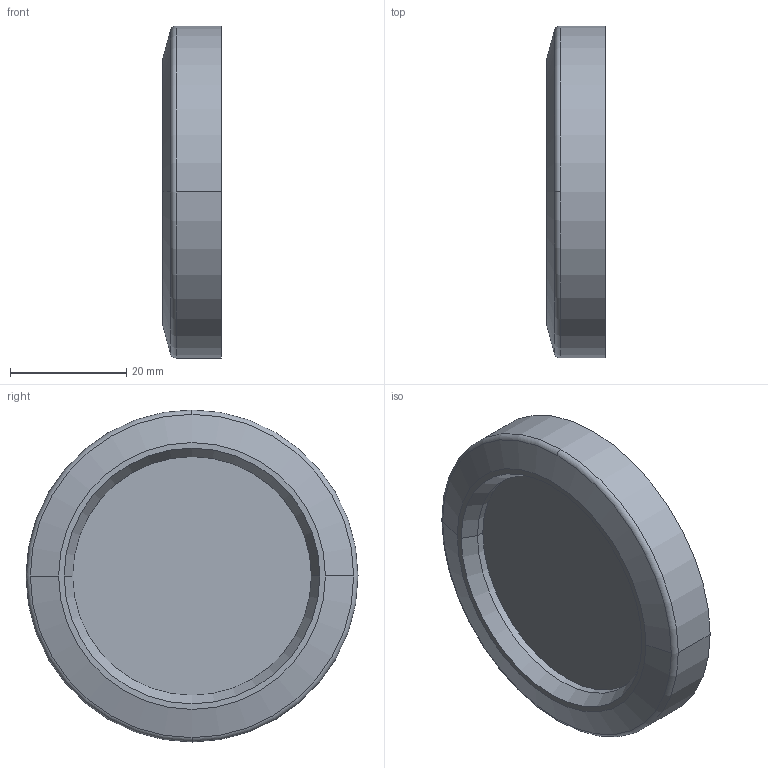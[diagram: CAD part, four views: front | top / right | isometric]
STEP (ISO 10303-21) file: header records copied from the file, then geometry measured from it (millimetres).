
FILE_DESCRIPTION((''),'2;1');
FILE_NAME('PF214011-T.stp','2004-06-25T08:05:26',('KAA'),(''),'Autodesk Inventor (R) 6.0','Autodesk Inventor (R) 6.0','');
FILE_SCHEMA(('AUTOMOTIVE_DESIGN { 1 0 10303 214 1 1 1 1 }'));
Length unit declared in the file: millimetre
Products named in the file (1): PF214011-T
Bounding box: 10 x 57 x 57 mm (x, y, z)
Volume: 14318.4 mm3; surface area: 9256.7 mm2
Topology: 1 solids, 2 shells, 52 faces, 124 edges, 80 vertices
Faces by surface type: torus 18, cone 16, plane 8, cylinder 6, bspline 4
Entity records: 1751 total; most frequent: CARTESIAN_POINT 433, DIRECTION 324, ORIENTED_EDGE 248, AXIS2_PLACEMENT_3D 151, EDGE_CURVE 124, CIRCLE 102, VERTEX_POINT 80, EDGE_LOOP 58
